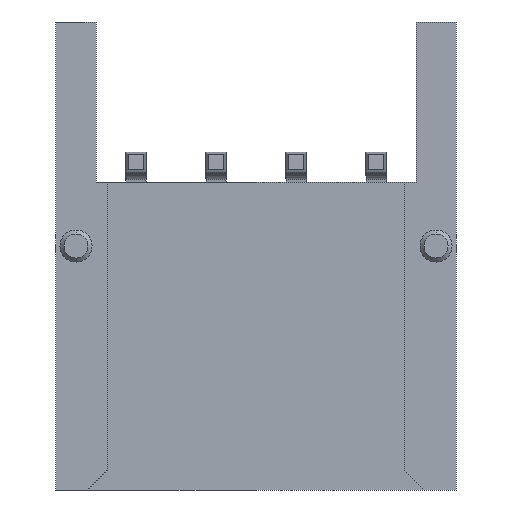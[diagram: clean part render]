
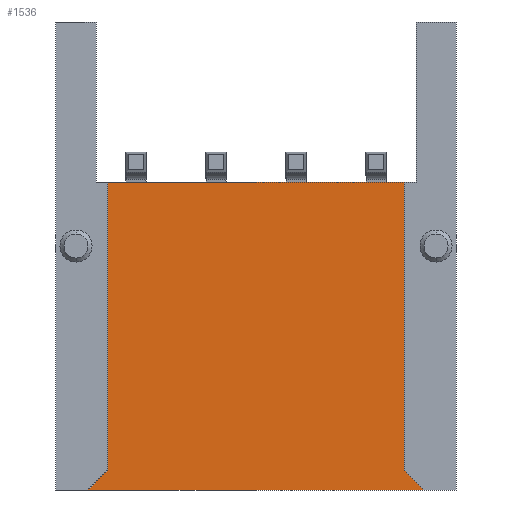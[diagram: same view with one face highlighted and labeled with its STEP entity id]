
A CAD part, front view. The second image highlights one B-rep face of the part: STEP entity #1536.
In plain terms, the highlighted planar face has unit normal (0, -1, 0).
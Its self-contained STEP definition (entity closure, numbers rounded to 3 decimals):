
#948 = EDGE_CURVE('',#949,#951,#953,.T.);
#949 = VERTEX_POINT('',#950);
#950 = CARTESIAN_POINT('',(-4.2,1.,-5.85));
#951 = VERTEX_POINT('',#952);
#952 = CARTESIAN_POINT('',(4.2,1.,-5.85));
#953 = LINE('',#954,#955);
#954 = CARTESIAN_POINT('',(3.7,1.,-5.85));
#955 = VECTOR('',#956,1.);
#956 = DIRECTION('',(1.,0.,0.));
#1071 = EDGE_CURVE('',#1072,#1074,#1076,.T.);
#1072 = VERTEX_POINT('',#1073);
#1073 = CARTESIAN_POINT('',(-3.7,1.,1.85));
#1074 = VERTEX_POINT('',#1075);
#1075 = CARTESIAN_POINT('',(3.7,1.,1.85));
#1076 = LINE('',#1077,#1078);
#1077 = CARTESIAN_POINT('',(5.,1.,1.85));
#1078 = VECTOR('',#1079,1.);
#1079 = DIRECTION('',(1.,0.,0.));
#1516 = EDGE_CURVE('',#1074,#1517,#1519,.T.);
#1517 = VERTEX_POINT('',#1518);
#1518 = CARTESIAN_POINT('',(3.7,1.,-5.35));
#1519 = LINE('',#1520,#1521);
#1520 = CARTESIAN_POINT('',(3.7,1.,5.85));
#1521 = VECTOR('',#1522,1.);
#1522 = DIRECTION('',(0.,0.,-1.));
#1536 = ADVANCED_FACE('',(#1537),#1562,.F.);
#1537 = FACE_BOUND('',#1538,.T.);
#1538 = EDGE_LOOP('',(#1539,#1547,#1553,#1554,#1560,#1561));
#1539 = ORIENTED_EDGE('',*,*,#1540,.T.);
#1540 = EDGE_CURVE('',#1072,#1541,#1543,.T.);
#1541 = VERTEX_POINT('',#1542);
#1542 = CARTESIAN_POINT('',(-3.7,1.,-5.35));
#1543 = LINE('',#1544,#1545);
#1544 = CARTESIAN_POINT('',(-3.7,1.,5.85));
#1545 = VECTOR('',#1546,1.);
#1546 = DIRECTION('',(0.,0.,-1.));
#1547 = ORIENTED_EDGE('',*,*,#1548,.T.);
#1548 = EDGE_CURVE('',#1541,#949,#1549,.T.);
#1549 = LINE('',#1550,#1551);
#1550 = CARTESIAN_POINT('',(5.6,1.,3.95));
#1551 = VECTOR('',#1552,1.);
#1552 = DIRECTION('',(-0.707,-0.,-0.707));
#1553 = ORIENTED_EDGE('',*,*,#948,.T.);
#1554 = ORIENTED_EDGE('',*,*,#1555,.T.);
#1555 = EDGE_CURVE('',#951,#1517,#1556,.T.);
#1556 = LINE('',#1557,#1558);
#1557 = CARTESIAN_POINT('',(-1.9,1.,0.25));
#1558 = VECTOR('',#1559,1.);
#1559 = DIRECTION('',(-0.707,0.,0.707));
#1560 = ORIENTED_EDGE('',*,*,#1516,.F.);
#1561 = ORIENTED_EDGE('',*,*,#1071,.F.);
#1562 = PLANE('',#1563);
#1563 = AXIS2_PLACEMENT_3D('',#1564,#1565,#1566);
#1564 = CARTESIAN_POINT('',(3.7,1.,5.85));
#1565 = DIRECTION('',(0.,1.,0.));
#1566 = DIRECTION('',(0.,0.,-1.));
